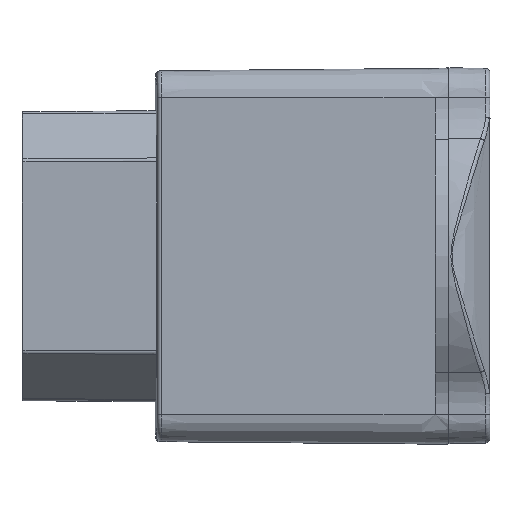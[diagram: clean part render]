
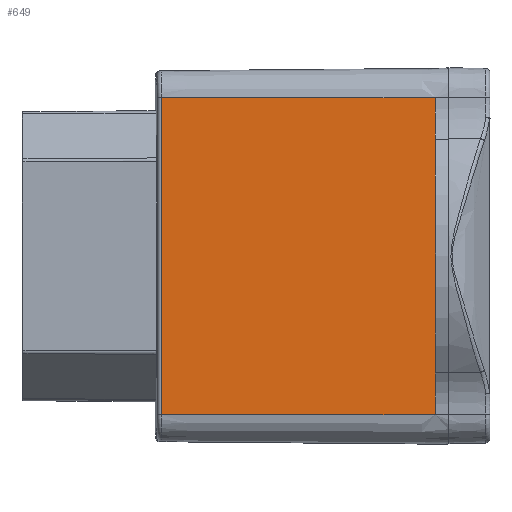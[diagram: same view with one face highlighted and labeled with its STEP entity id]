
A CAD part, top view. The second image highlights one B-rep face of the part: STEP entity #649.
In plain terms, the highlighted face is planar.
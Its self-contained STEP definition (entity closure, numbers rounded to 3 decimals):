
#79=CARTESIAN_POINT('Vertex',(-34.334,-18.963,18.475)) ;
#155=CARTESIAN_POINT('Vertex',(-1.56,-18.963,18.761)) ;
#158=CARTESIAN_POINT('Line Origine',(499762.217,-18.963,4380.134)) ;
#176=CARTESIAN_POINT('Line Origine',(-34.334,0.,18.475)) ;
#180=CARTESIAN_POINT('Vertex',(-34.334,18.963,18.475)) ;
#626=CARTESIAN_POINT('Axis2P3D Location',(-34.83,0.,18.471)) ;
#631=CARTESIAN_POINT('Line Origine',(-1.56,0.,18.761)) ;
#635=CARTESIAN_POINT('Vertex',(-1.56,18.963,18.761)) ;
#638=CARTESIAN_POINT('Line Origine',(-17.947,18.963,18.618)) ;
#159=DIRECTION('Vector Direction',(1.,0.,0.009)) ;
#177=DIRECTION('Vector Direction',(0.,1.,0.)) ;
#627=DIRECTION('Axis2P3D Direction',(0.009,0.,-1.)) ;
#628=DIRECTION('Axis2P3D XDirection',(0.,1.,0.)) ;
#632=DIRECTION('Vector Direction',(0.,1.,0.)) ;
#639=DIRECTION('Vector Direction',(1.,0.,0.009)) ;
#629=AXIS2_PLACEMENT_3D('Plane Axis2P3D',#626,#627,#628) ;
#644=ORIENTED_EDGE('',*,*,#637,.T.) ;
#645=ORIENTED_EDGE('',*,*,#642,.T.) ;
#646=ORIENTED_EDGE('',*,*,#182,.F.) ;
#647=ORIENTED_EDGE('',*,*,#162,.F.) ;
#160=VECTOR('Line Direction',#159,1.) ;
#178=VECTOR('Line Direction',#177,1.) ;
#633=VECTOR('Line Direction',#632,1.) ;
#640=VECTOR('Line Direction',#639,1.) ;
#649=ADVANCED_FACE('PartBody',(#648),#630,.F.) ;
#162=EDGE_CURVE('',#156,#80,#161,.F.) ;
#182=EDGE_CURVE('',#80,#181,#179,.T.) ;
#637=EDGE_CURVE('',#156,#636,#634,.T.) ;
#642=EDGE_CURVE('',#636,#181,#641,.F.) ;
#643=EDGE_LOOP('',(#644,#645,#646,#647)) ;
#648=FACE_OUTER_BOUND('',#643,.T.) ;
#161=LINE('Line',#158,#160) ;
#179=LINE('Line',#176,#178) ;
#634=LINE('Line',#631,#633) ;
#641=LINE('Line',#638,#640) ;
#630=PLANE('Plane',#629) ;
#80=VERTEX_POINT('',#79) ;
#156=VERTEX_POINT('',#155) ;
#181=VERTEX_POINT('',#180) ;
#636=VERTEX_POINT('',#635) ;
